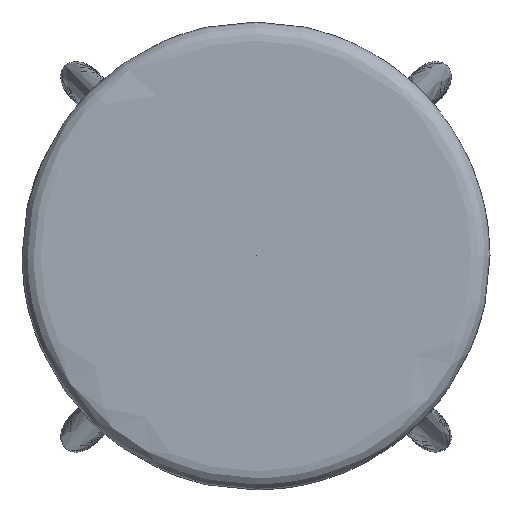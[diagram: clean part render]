
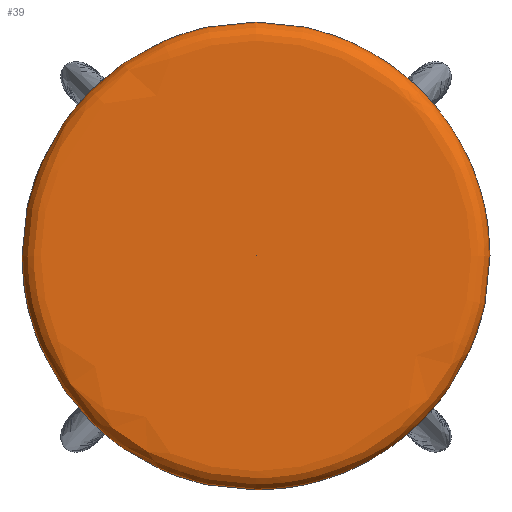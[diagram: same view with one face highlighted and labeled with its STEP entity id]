
A CAD part, top view. The second image highlights one B-rep face of the part: STEP entity #39.
In plain terms, the highlighted free-form (B-spline) face has degree [2, 2] with [7, 9] control points.
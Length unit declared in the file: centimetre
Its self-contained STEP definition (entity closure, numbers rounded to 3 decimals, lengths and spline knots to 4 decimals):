
#39=ADVANCED_FACE('',(#49),#148,.T.);
#49=FACE_OUTER_BOUND('',#59,.T.);
#59=EDGE_LOOP('',(#85,#86,#87));
#85=ORIENTED_EDGE('',*,*,#111,.T.);
#86=ORIENTED_EDGE('',*,*,#112,.T.);
#87=ORIENTED_EDGE('',*,*,#111,.F.);
#111=EDGE_CURVE('',#141,#142,#115,.T.);
#112=EDGE_CURVE('',#142,#142,#116,.T.);
#115=(
BOUNDED_CURVE()
B_SPLINE_CURVE(2,(#843,#844,#845,#846,#847,#848,#849),.UNSPECIFIED.,.F.,
 .F.)
B_SPLINE_CURVE_WITH_KNOTS((3,2,2,3),(-200.,-16.,9.1327,32.863),
 .UNSPECIFIED.)
CURVE()
GEOMETRIC_REPRESENTATION_ITEM()
RATIONAL_B_SPLINE_CURVE((1.,1.,1.,0.707,1.,0.737,
1.))
REPRESENTATION_ITEM('')
);
#116=(
BOUNDED_CURVE()
B_SPLINE_CURVE(2,(#850,#851,#852,#853,#854,#855,#856,#857,#858),
 .UNSPECIFIED.,.T.,.F.)
B_SPLINE_CURVE_WITH_KNOTS((3,2,2,2,3),(0.,313.7481,627.4962,
941.2443,1254.9923),.UNSPECIFIED.)
CURVE()
GEOMETRIC_REPRESENTATION_ITEM()
RATIONAL_B_SPLINE_CURVE((1.,0.707,1.,0.707,1.,0.707,
1.,0.707,1.))
REPRESENTATION_ITEM('')
);
#141=VERTEX_POINT('',#390);
#142=VERTEX_POINT('',#391);
#148=(
BOUNDED_SURFACE()
B_SPLINE_SURFACE(2,2,((#291,#292,#293,#294,#295,#296,#297,#298,#299),(#300,
#301,#302,#303,#304,#305,#306,#307,#308),(#309,#310,#311,#312,#313,#314,
#315,#316,#317),(#318,#319,#320,#321,#322,#323,#324,#325,#326),(#327,#328,
#329,#330,#331,#332,#333,#334,#335),(#336,#337,#338,#339,#340,#341,#342,
#343,#344),(#345,#346,#347,#348,#349,#350,#351,#352,#353)),
 .UNSPECIFIED.,.F.,.F.,.F.)
B_SPLINE_SURFACE_WITH_KNOTS((3,2,2,3),(3,2,2,2,3),(-200.,-16.,9.1327,
32.863),(0.,313.7481,627.4962,941.2443,1254.9923),
 .UNSPECIFIED.)
GEOMETRIC_REPRESENTATION_ITEM()
RATIONAL_B_SPLINE_SURFACE(((1.,0.707,1.,0.707,1.,
0.707,1.,0.707,1.),(1.,0.707,1.,0.707,
1.,0.707,1.,0.707,1.),(1.,0.707,1.,
0.707,1.,0.707,1.,0.707,1.),(0.707,
0.5,0.707,0.5,0.707,0.5,0.707,0.5,0.707),
(1.,0.707,1.,0.707,1.,0.707,1.,0.707,
1.),(0.737,0.521,0.737,0.521,
0.737,0.521,0.737,0.521,
0.737),(1.,0.707,1.,0.707,1.,0.707,
1.,0.707,1.)))
REPRESENTATION_ITEM('')
SURFACE()
);
#291=CARTESIAN_POINT('',(16.6865,15.3807,44.6421));
#292=CARTESIAN_POINT('',(16.6865,15.3807,44.6421));
#293=CARTESIAN_POINT('',(16.6865,15.3807,44.6421));
#294=CARTESIAN_POINT('',(16.6865,15.3807,44.6421));
#295=CARTESIAN_POINT('',(16.6865,15.3807,44.6421));
#296=CARTESIAN_POINT('',(16.6865,15.3807,44.6421));
#297=CARTESIAN_POINT('',(16.6865,15.3807,44.6421));
#298=CARTESIAN_POINT('',(16.6865,15.3807,44.6421));
#299=CARTESIAN_POINT('',(16.6865,15.3807,44.6421));
#300=CARTESIAN_POINT('',(23.1919,21.8861,44.6421));
#301=CARTESIAN_POINT('',(16.6865,28.3915,44.6421));
#302=CARTESIAN_POINT('',(10.1811,21.8861,44.6421));
#303=CARTESIAN_POINT('',(3.6757,15.3807,44.6421));
#304=CARTESIAN_POINT('',(10.1811,8.8753,44.6421));
#305=CARTESIAN_POINT('',(16.6865,2.37,44.6421));
#306=CARTESIAN_POINT('',(23.1919,8.8753,44.6421));
#307=CARTESIAN_POINT('',(29.6973,15.3807,44.6421));
#308=CARTESIAN_POINT('',(23.1919,21.8861,44.6421));
#309=CARTESIAN_POINT('',(29.6973,28.3915,44.6421));
#310=CARTESIAN_POINT('',(16.6865,41.4023,44.6421));
#311=CARTESIAN_POINT('',(3.6757,28.3915,44.6421));
#312=CARTESIAN_POINT('',(-9.335,15.3807,44.6421));
#313=CARTESIAN_POINT('',(3.6757,2.37,44.6421));
#314=CARTESIAN_POINT('',(16.6865,-10.6408,44.6421));
#315=CARTESIAN_POINT('',(29.6973,2.37,44.6421));
#316=CARTESIAN_POINT('',(42.708,15.3807,44.6421));
#317=CARTESIAN_POINT('',(29.6973,28.3915,44.6421));
#318=CARTESIAN_POINT('',(30.8286,29.5229,44.6421));
#319=CARTESIAN_POINT('',(16.6865,43.665,44.6421));
#320=CARTESIAN_POINT('',(2.5444,29.5229,44.6421));
#321=CARTESIAN_POINT('',(-11.5978,15.3807,44.6421));
#322=CARTESIAN_POINT('',(2.5444,1.2386,44.6421));
#323=CARTESIAN_POINT('',(16.6865,-12.9035,44.6421));
#324=CARTESIAN_POINT('',(30.8286,1.2386,44.6421));
#325=CARTESIAN_POINT('',(44.9708,15.3807,44.6421));
#326=CARTESIAN_POINT('',(30.8286,29.5229,44.6421));
#327=CARTESIAN_POINT('',(30.8286,29.5229,43.0421));
#328=CARTESIAN_POINT('',(16.6865,43.665,43.0421));
#329=CARTESIAN_POINT('',(2.5444,29.5229,43.0421));
#330=CARTESIAN_POINT('',(-11.5978,15.3807,43.0421));
#331=CARTESIAN_POINT('',(2.5444,1.2386,43.0421));
#332=CARTESIAN_POINT('',(16.6865,-12.9035,43.0421));
#333=CARTESIAN_POINT('',(30.8286,1.2386,43.0421));
#334=CARTESIAN_POINT('',(44.9708,15.3807,43.0421));
#335=CARTESIAN_POINT('',(30.8286,29.5229,43.0421));
#336=CARTESIAN_POINT('',(30.8286,29.5229,41.5765));
#337=CARTESIAN_POINT('',(16.6865,43.665,41.5765));
#338=CARTESIAN_POINT('',(2.5444,29.5229,41.5765));
#339=CARTESIAN_POINT('',(-11.5978,15.3807,41.5765));
#340=CARTESIAN_POINT('',(2.5444,1.2386,41.5765));
#341=CARTESIAN_POINT('',(16.6865,-12.9035,41.5765));
#342=CARTESIAN_POINT('',(30.8286,1.2386,41.5765));
#343=CARTESIAN_POINT('',(44.9708,15.3807,41.5765));
#344=CARTESIAN_POINT('',(30.8286,29.5229,41.5765));
#345=CARTESIAN_POINT('',(29.7963,28.4905,41.4482));
#346=CARTESIAN_POINT('',(16.6865,41.6003,41.4482));
#347=CARTESIAN_POINT('',(3.5767,28.4905,41.4482));
#348=CARTESIAN_POINT('',(-9.5331,15.3807,41.4482));
#349=CARTESIAN_POINT('',(3.5767,2.2709,41.4482));
#350=CARTESIAN_POINT('',(16.6865,-10.8389,41.4482));
#351=CARTESIAN_POINT('',(29.7963,2.2709,41.4482));
#352=CARTESIAN_POINT('',(42.9061,15.3807,41.4482));
#353=CARTESIAN_POINT('',(29.7963,28.4905,41.4482));
#390=CARTESIAN_POINT('',(16.6865,15.3807,44.6421));
#391=CARTESIAN_POINT('',(29.7963,28.4905,41.4482));
#843=CARTESIAN_POINT('',(16.6865,15.3807,44.6421));
#844=CARTESIAN_POINT('',(23.1919,21.8861,44.6421));
#845=CARTESIAN_POINT('',(29.6973,28.3915,44.6421));
#846=CARTESIAN_POINT('',(30.8286,29.5229,44.6421));
#847=CARTESIAN_POINT('',(30.8286,29.5229,43.0421));
#848=CARTESIAN_POINT('',(30.8286,29.5229,41.5765));
#849=CARTESIAN_POINT('',(29.7963,28.4905,41.4482));
#850=CARTESIAN_POINT('',(29.7963,28.4905,41.4482));
#851=CARTESIAN_POINT('',(16.6865,41.6003,41.4482));
#852=CARTESIAN_POINT('',(3.5767,28.4905,41.4482));
#853=CARTESIAN_POINT('',(-9.5331,15.3807,41.4482));
#854=CARTESIAN_POINT('',(3.5767,2.2709,41.4482));
#855=CARTESIAN_POINT('',(16.6865,-10.8389,41.4482));
#856=CARTESIAN_POINT('',(29.7963,2.2709,41.4482));
#857=CARTESIAN_POINT('',(42.9061,15.3807,41.4482));
#858=CARTESIAN_POINT('',(29.7963,28.4905,41.4482));
